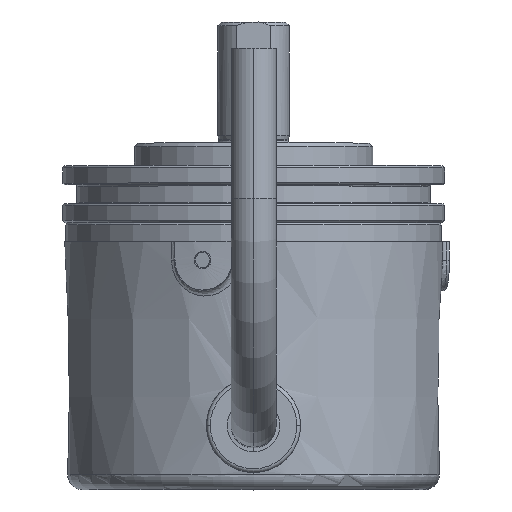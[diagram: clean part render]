
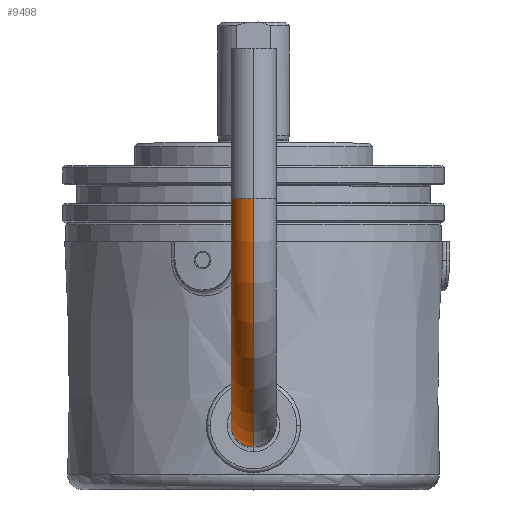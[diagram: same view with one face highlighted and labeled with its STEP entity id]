
A CAD part, top view. The second image highlights one B-rep face of the part: STEP entity #9498.
In plain terms, the highlighted toroidal (fillet/blend) face has major radius 30 mm and minor radius 3 mm.
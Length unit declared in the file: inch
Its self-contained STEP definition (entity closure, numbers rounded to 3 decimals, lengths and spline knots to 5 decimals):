
#3 = AXIS2_PLACEMENT_3D ( 'NONE', #3557, #9930, #11672 ) ;
#385 = ORIENTED_EDGE ( 'NONE', *, *, #2603, .F. ) ;
#1266 = DIRECTION ( 'NONE',  ( -1., 0., 0. ) ) ;
#1296 = CIRCLE ( 'NONE', #2873, 0.11811 ) ;
#1564 = EDGE_CURVE ( 'NONE', #10328, #1803, #1848, .T. ) ;
#1803 = VERTEX_POINT ( 'NONE', #8744 ) ;
#1848 = CIRCLE ( 'NONE', #8450, 1.29921 ) ;
#1905 = CARTESIAN_POINT ( 'NONE',  ( -0.11811, -1.06299, 3.74016 ) ) ;
#2514 = EDGE_CURVE ( 'NONE', #1803, #6425, #9326, .T. ) ;
#2603 = EDGE_CURVE ( 'NONE', #10328, #9651, #1296, .T. ) ;
#2651 = DIRECTION ( 'NONE',  ( -1., 0., 0. ) ) ;
#2799 = DIRECTION ( 'NONE',  ( 0., 0., -1. ) ) ;
#2806 = DIRECTION ( 'NONE',  ( 0., 0., 1. ) ) ;
#2873 = AXIS2_PLACEMENT_3D ( 'NONE', #4908, #3016, #3908 ) ;
#2874 = CARTESIAN_POINT ( 'NONE',  ( 0., 0.11811, 4.92126 ) ) ;
#2927 = CARTESIAN_POINT ( 'NONE',  ( 0., 0.11811, 3.74016 ) ) ;
#3016 = DIRECTION ( 'NONE',  ( 0., 0., -1. ) ) ;
#3557 = CARTESIAN_POINT ( 'NONE',  ( 0., -1.06299, 3.74016 ) ) ;
#3908 = DIRECTION ( 'NONE',  ( 1., 0., 0. ) ) ;
#4195 = CARTESIAN_POINT ( 'NONE',  ( 0., 0.11811, 4.80315 ) ) ;
#4215 = AXIS2_PLACEMENT_3D ( 'NONE', #4809, #1266, #2806 ) ;
#4809 = CARTESIAN_POINT ( 'NONE',  ( 0., 0.11811, 3.74016 ) ) ;
#4908 = CARTESIAN_POINT ( 'NONE',  ( 0., -1.06299, 3.74016 ) ) ;
#5371 = CARTESIAN_POINT ( 'NONE',  ( 0., 0.11811, 3.74016 ) ) ;
#5571 = DIRECTION ( 'NONE',  ( 0., -1., 0. ) ) ;
#5700 = DIRECTION ( 'NONE',  ( 0., 0., 1. ) ) ;
#6150 = ORIENTED_EDGE ( 'NONE', *, *, #8502, .F. ) ;
#6425 = VERTEX_POINT ( 'NONE', #4195 ) ;
#6800 = ORIENTED_EDGE ( 'NONE', *, *, #2514, .T. ) ;
#7337 = CIRCLE ( 'NONE', #3, 0.11811 ) ;
#7441 = EDGE_LOOP ( 'NONE', ( #385, #10690, #6800, #6150, #9599 ) ) ;
#7562 = CARTESIAN_POINT ( 'NONE',  ( 0., -1.1811, 3.74016 ) ) ;
#7877 = CARTESIAN_POINT ( 'NONE',  ( 0., -0.94488, 3.74016 ) ) ;
#7903 = TOROIDAL_SURFACE ( 'NONE', #8667, 1.1811, 0.11811 ) ;
#8379 = AXIS2_PLACEMENT_3D ( 'NONE', #2874, #5571, #2799 ) ;
#8403 = DIRECTION ( 'NONE',  ( -1., 0., 0. ) ) ;
#8450 = AXIS2_PLACEMENT_3D ( 'NONE', #2927, #8403, #5700 ) ;
#8502 = EDGE_CURVE ( 'NONE', #11654, #6425, #9622, .T. ) ;
#8667 = AXIS2_PLACEMENT_3D ( 'NONE', #5371, #2651, #8912 ) ;
#8744 = CARTESIAN_POINT ( 'NONE',  ( 0., 0.11811, 5.03937 ) ) ;
#8912 = DIRECTION ( 'NONE',  ( 0., 0., 1. ) ) ;
#9194 = EDGE_CURVE ( 'NONE', #9651, #11654, #7337, .T. ) ;
#9326 = CIRCLE ( 'NONE', #8379, 0.11811 ) ;
#9498 = ADVANCED_FACE ( 'NONE', ( #10733 ), #7903, .T. ) ;
#9599 = ORIENTED_EDGE ( 'NONE', *, *, #9194, .F. ) ;
#9622 = CIRCLE ( 'NONE', #4215, 1.06299 ) ;
#9651 = VERTEX_POINT ( 'NONE', #1905 ) ;
#9930 = DIRECTION ( 'NONE',  ( 0., 0., -1. ) ) ;
#10328 = VERTEX_POINT ( 'NONE', #7562 ) ;
#10690 = ORIENTED_EDGE ( 'NONE', *, *, #1564, .T. ) ;
#10733 = FACE_OUTER_BOUND ( 'NONE', #7441, .T. ) ;
#11654 = VERTEX_POINT ( 'NONE', #7877 ) ;
#11672 = DIRECTION ( 'NONE',  ( 1., 0., 0. ) ) ;
